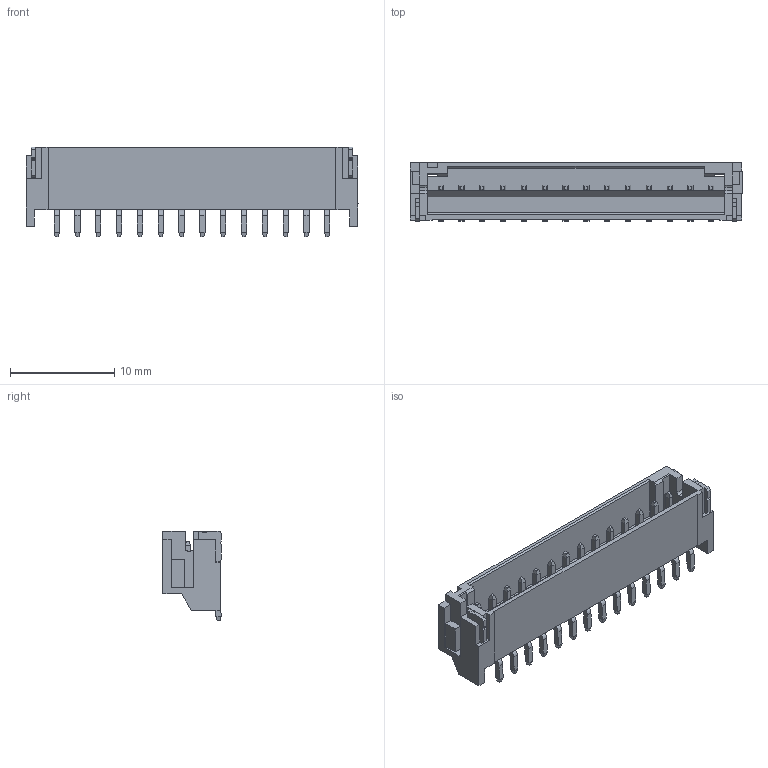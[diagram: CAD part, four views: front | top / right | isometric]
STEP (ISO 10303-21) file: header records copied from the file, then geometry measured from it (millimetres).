
FILE_DESCRIPTION (( 'STEP AP214' ), '1' );
FILE_NAME ('SxBwhite14.STEP', '2023-10-23T15:29:27', ( '' ), ( '' ), 'SwSTEP 2.0', 'SolidWorks 2021', '' );
FILE_SCHEMA (( 'AUTOMOTIVE_DESIGN' ));
Length unit declared in the file: millimetre
Products named in the file (2): SxBwhite14; SxB-PH-SM4-TB white_14
Assembly tree (1 placements, depth 2):
  SxBwhite14
    SxB-PH-SM4-TB white_14
Bounding box: 31.9 x 5.6 x 8.6 mm (x, y, z)
Volume: 498 mm3; surface area: 1522.3 mm2
Topology: 17 solids, 17 shells, 466 faces, 1194 edges, 758 vertices
Faces by surface type: plane 420, cylinder 46
Entity records: 14032 total; most frequent: CARTESIAN_POINT 2422, ORIENTED_EDGE 2388, DIRECTION 2226, EDGE_CURVE 1194, LINE 1102, VECTOR 1102, VERTEX_POINT 758, AXIS2_PLACEMENT_3D 562
